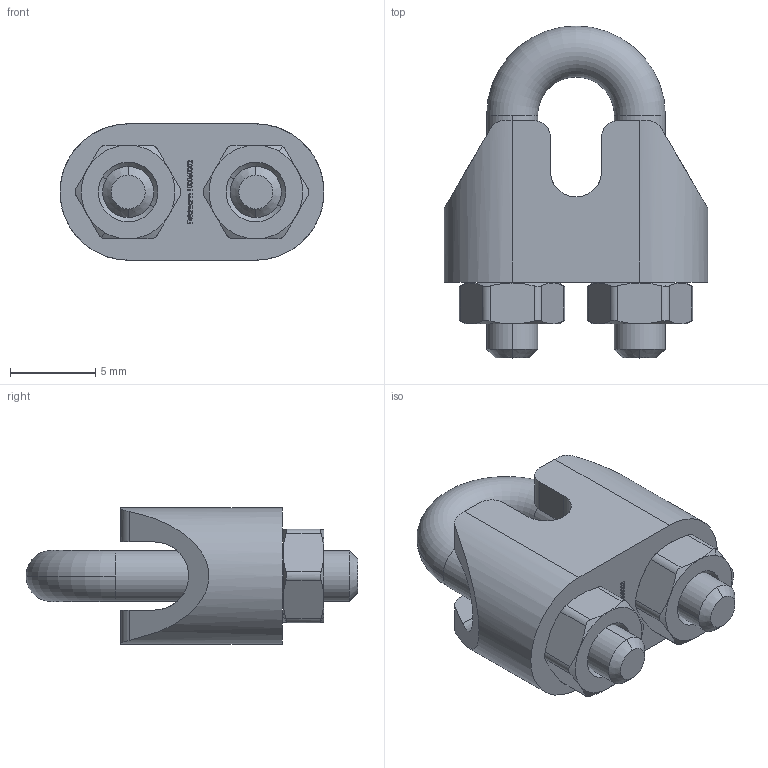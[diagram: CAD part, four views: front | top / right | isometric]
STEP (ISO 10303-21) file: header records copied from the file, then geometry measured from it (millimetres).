
FILE_DESCRIPTION (( 'STEP AP203' ), '1' );
FILE_NAME ('100060002.step', '2019-09-19T13:45:57', ( '' ), ( '' ), 'SwSTEP 2.0', 'SolidWorks 2015', '' );
FILE_SCHEMA (( 'CONFIG_CONTROL_DESIGN' ));
Length unit declared in the file: millimetre
Products named in the file (4): 10006000X Teil1_100060002 Teil1; 100060002; DIN 934 M4-M20_DIN 934 M3; 10006000X Teil2_100060002 Teil2
Assembly tree (4 placements, depth 2):
  100060002
    10006000X Teil2_100060002 Teil2
    10006000X Teil1_100060002 Teil1
    DIN 934 M4-M20_DIN 934 M3  x2
Bounding box: 15.5 x 19.5 x 8 mm (x, y, z)
Volume: 1016.7 mm3; surface area: 1284.3 mm2
Topology: 4 solids, 4 shells, 327 faces, 840 edges, 548 vertices
Faces by surface type: plane 131, bspline 117, cone 40, cylinder 37, torus 2
Entity records: 17018 total; most frequent: CARTESIAN_POINT 10245, ORIENTED_EDGE 1520, DIRECTION 908, EDGE_CURVE 760, VERTEX_POINT 500, LINE 406, VECTOR 406, EDGE_LOOP 326
